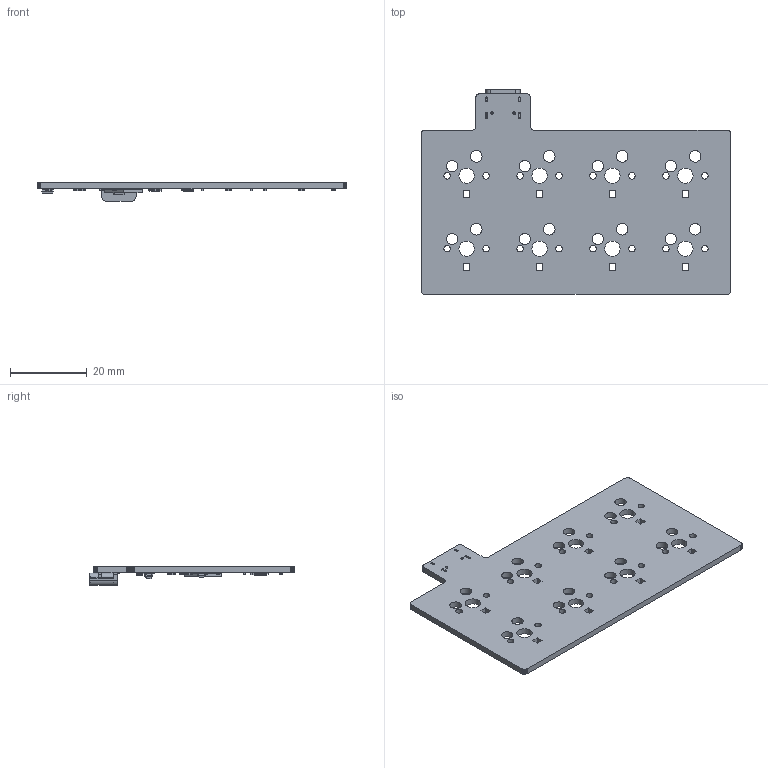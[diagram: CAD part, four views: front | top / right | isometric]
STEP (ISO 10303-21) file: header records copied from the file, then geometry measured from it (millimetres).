
FILE_DESCRIPTION(('KiCad electronic assembly'),'2;1');
FILE_NAME('Skeleton8.step','2024-01-07T00:30:24',('Pcbnew'),('Kicad'), 'Open CASCADE STEP processor 7.7','KiCad to STEP converter','Unknown' );
FILE_SCHEMA(('AUTOMOTIVE_DESIGN { 1 0 10303 214 1 1 1 1 }'));
Length unit declared in the file: millimetre
Products named in the file (20): Skeleton8 1; C_0402_1005Metric; SOLID; R_0402_1005Metric; R_0603_1608Metric; QFN-56-1EP_7x7mm_P0.4mm_EP3.2x3.2mm; SOT-23-6; SOT-23; Fuse_1206_3216Metric; Crystal_SMD_3225-4Pin_3.2x2.5mm; TYPE-C-31-M-12; _autosave-Skeleton8 PCB
Assembly tree (50 placements, depth 3):
  Skeleton8 1
    C_0402_1005Metric  x17
      SOLID
    R_0402_1005Metric  x5
      SOLID
    R_0603_1608Metric  x12
      SOLID
    QFN-56-1EP_7x7mm_P0.4mm_EP3.2x3.2mm
      SOLID
    SOT-23-6
      SOLID
    SOT-23
      SOLID
    Fuse_1206_3216Metric
      SOLID
    Crystal_SMD_3225-4Pin_3.2x2.5mm
      SOLID
    TYPE-C-31-M-12
      SOLID
    _autosave-Skeleton8 PCB
Bounding box: 80.96 x 53.46 x 4.86 mm (x, y, z)
Volume: 5495 mm3; surface area: 8498.8 mm2
Topology: 41 solids, 41 shells, 1886 faces, 5104 edges, 3342 vertices
Faces by surface type: plane 1358, cylinder 461, bspline 57, cone 10
Full cylindrical faces by diameter (mm): 0.4 x1, 0.5 x2, 0.65 x2, 1.702 x16, 3 x16, 3.988 x8
Entity records: 74994 total; most frequent: CARTESIAN_POINT 13441, DIRECTION 10825, LINE 7988, VECTOR 7988, ORIENTED_EDGE 5864, PCURVE 5864, DEFINITIONAL_REPRESENTATION 5864, EDGE_CURVE 2932
